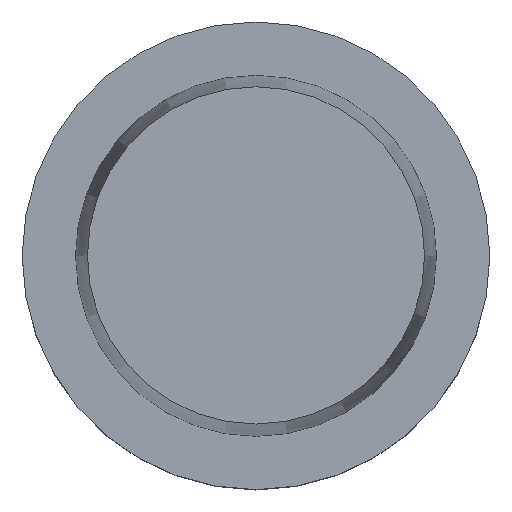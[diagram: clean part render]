
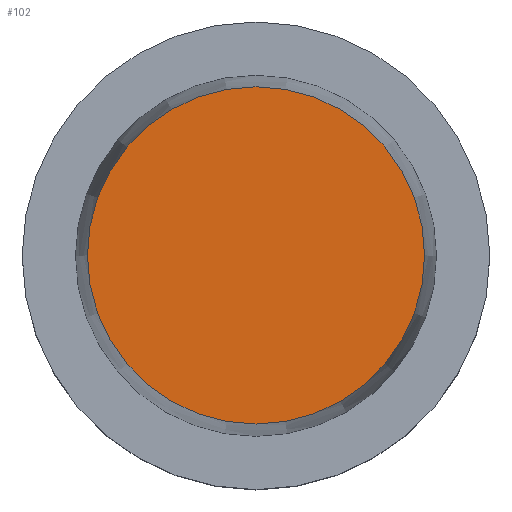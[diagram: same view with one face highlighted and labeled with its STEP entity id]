
A CAD part, top view. The second image highlights one B-rep face of the part: STEP entity #102.
In plain terms, the highlighted planar face has unit normal (0, 0, 1).
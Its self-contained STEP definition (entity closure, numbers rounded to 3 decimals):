
#75=FACE_OUTER_BOUND('',#203,.T.);
#102=ADVANCED_FACE('CU_CO_N1_SU_3',(#75),#120,.F.);
#120=PLANE('',#436);
#203=EDGE_LOOP('',(#255));
#255=ORIENTED_EDGE('',*,*,#318,.F.);
#292=VERTEX_POINT('',#639);
#318=EDGE_CURVE('',#292,#292,#344,.T.);
#344=CIRCLE('',#435,22.712);
#435=AXIS2_PLACEMENT_3D('',#638,#536,#537);
#436=AXIS2_PLACEMENT_3D('',#640,#538,#539);
#536=DIRECTION('',(0.,0.,-1.));
#537=DIRECTION('',(-1.,0.,0.));
#538=DIRECTION('',(0.,0.,-1.));
#539=DIRECTION('',(-1.,0.,0.));
#638=CARTESIAN_POINT('',(0.,0.,32.));
#639=CARTESIAN_POINT('',(-22.712,0.,32.));
#640=CARTESIAN_POINT('',(0.,0.,32.));
